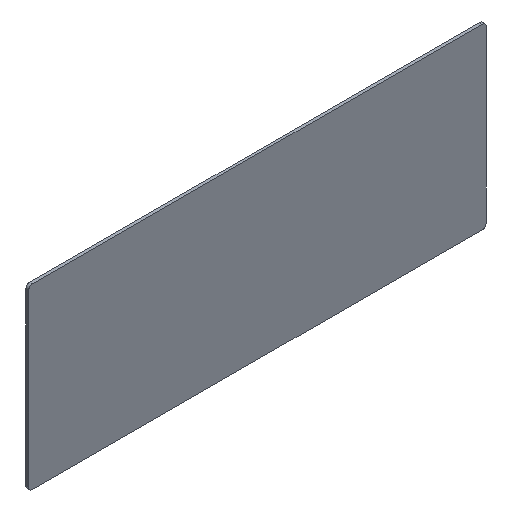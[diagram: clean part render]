
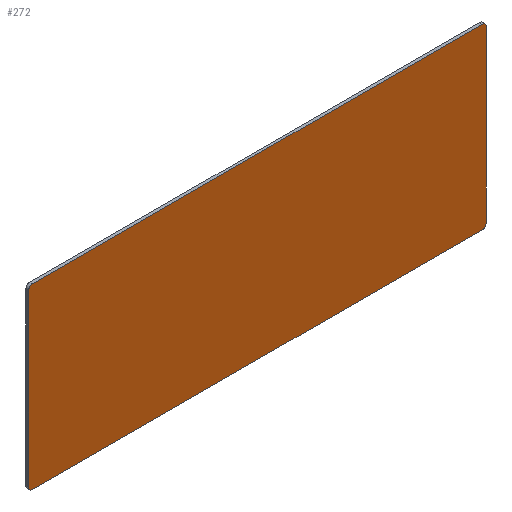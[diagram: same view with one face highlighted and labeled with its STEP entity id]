
A CAD part, isometric view. The second image highlights one B-rep face of the part: STEP entity #272.
In plain terms, the highlighted planar face has unit normal (0, -1, 0).
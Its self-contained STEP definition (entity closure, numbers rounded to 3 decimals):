
#53=DIRECTION('',(0.,0.,1.));
#54=VECTOR('',#53,90.25);
#55=CARTESIAN_POINT('',(-121.125,-86.15,-45.125));
#56=LINE('',#55,#54);
#65=CARTESIAN_POINT('',(119.125,-86.15,45.125));
#66=DIRECTION('',(0.,1.,0.));
#67=DIRECTION('',(0.,0.,1.));
#68=AXIS2_PLACEMENT_3D('',#65,#66,#67);
#70=CARTESIAN_POINT('',(119.125,-86.15,-45.125));
#71=DIRECTION('',(0.,1.,0.));
#72=DIRECTION('',(1.,0.,0.));
#73=AXIS2_PLACEMENT_3D('',#70,#71,#72);
#75=CARTESIAN_POINT('',(-119.125,-86.15,-45.125));
#76=DIRECTION('',(0.,1.,0.));
#77=DIRECTION('',(0.,0.,-1.));
#78=AXIS2_PLACEMENT_3D('',#75,#76,#77);
#80=CARTESIAN_POINT('',(-119.125,-86.15,45.125));
#81=DIRECTION('',(0.,1.,0.));
#82=DIRECTION('',(-1.,0.,0.));
#83=AXIS2_PLACEMENT_3D('',#80,#81,#82);
#89=DIRECTION('',(1.,0.,0.));
#90=VECTOR('',#89,238.25);
#91=CARTESIAN_POINT('',(-119.125,-86.15,47.125));
#92=LINE('',#91,#90);
#97=DIRECTION('',(0.,0.,-1.));
#98=VECTOR('',#97,90.25);
#99=CARTESIAN_POINT('',(121.125,-86.15,45.125));
#100=LINE('',#99,#98);
#109=DIRECTION('',(-1.,0.,0.));
#110=VECTOR('',#109,238.25);
#111=CARTESIAN_POINT('',(119.125,-86.15,-47.125));
#112=LINE('',#111,#110);
#169=CARTESIAN_POINT('',(121.125,-86.15,45.125));
#170=VERTEX_POINT('',#169);
#171=CARTESIAN_POINT('',(121.125,-86.15,-45.125));
#172=VERTEX_POINT('',#171);
#173=CARTESIAN_POINT('',(119.125,-86.15,47.125));
#174=VERTEX_POINT('',#173);
#175=CARTESIAN_POINT('',(-119.125,-86.15,47.125));
#176=VERTEX_POINT('',#175);
#177=CARTESIAN_POINT('',(-121.125,-86.15,-45.125));
#178=VERTEX_POINT('',#177);
#179=CARTESIAN_POINT('',(-121.125,-86.15,45.125));
#180=VERTEX_POINT('',#179);
#181=CARTESIAN_POINT('',(119.125,-86.15,-47.125));
#182=VERTEX_POINT('',#181);
#183=CARTESIAN_POINT('',(-119.125,-86.15,-47.125));
#184=VERTEX_POINT('',#183);
#250=CARTESIAN_POINT('',(0.,-86.15,0.));
#251=DIRECTION('',(0.,1.,0.));
#252=DIRECTION('',(0.,0.,1.));
#253=AXIS2_PLACEMENT_3D('',#250,#251,#252);
#254=PLANE('',#253);
#256=ORIENTED_EDGE('',*,*,#255,.T.);
#258=ORIENTED_EDGE('',*,*,#257,.T.);
#260=ORIENTED_EDGE('',*,*,#259,.T.);
#262=ORIENTED_EDGE('',*,*,#261,.T.);
#264=ORIENTED_EDGE('',*,*,#263,.T.);
#265=ORIENTED_EDGE('',*,*,#240,.T.);
#267=ORIENTED_EDGE('',*,*,#266,.T.);
#269=ORIENTED_EDGE('',*,*,#268,.T.);
#270=EDGE_LOOP('',(#256,#258,#260,#262,#264,#265,#267,#269));
#271=FACE_OUTER_BOUND('',#270,.F.);
#272=ADVANCED_FACE('',(#271),#254,.F.);
#69=CIRCLE('',#68,2.);
#74=CIRCLE('',#73,2.);
#79=CIRCLE('',#78,2.);
#84=CIRCLE('',#83,2.);
#240=EDGE_CURVE('',#178,#180,#56,.T.);
#255=EDGE_CURVE('',#174,#170,#69,.T.);
#257=EDGE_CURVE('',#170,#172,#100,.T.);
#259=EDGE_CURVE('',#172,#182,#74,.T.);
#261=EDGE_CURVE('',#182,#184,#112,.T.);
#263=EDGE_CURVE('',#184,#178,#79,.T.);
#266=EDGE_CURVE('',#180,#176,#84,.T.);
#268=EDGE_CURVE('',#176,#174,#92,.T.);
